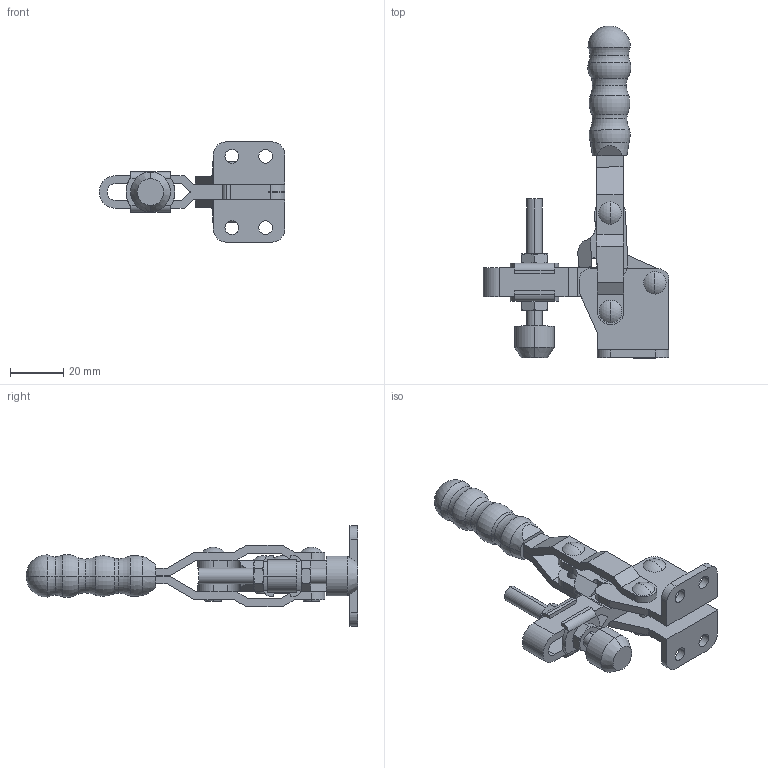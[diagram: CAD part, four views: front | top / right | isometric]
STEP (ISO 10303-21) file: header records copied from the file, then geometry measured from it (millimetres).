
FILE_DESCRIPTION (( 'STEP AP214' ), '1' );
FILE_NAME ('493805(GH-11502-BSS).STEP', '2019-01-16T06:08:19', ( 'LinWei' ), ( '' ), 'SwSTEP 2.0', 'SolidWorks 2016', '' );
FILE_SCHEMA (( 'AUTOMOTIVE_DESIGN' ));
Length unit declared in the file: millimetre
Products named in the file (6): 493805(GH-11502-BSS); 111502B08-1^493805(GH-11502-BSS); Group5^493805(GH-11502-BSS); Group4^493805(GH-11502-BSS); Group2^493805(GH-11502-BSS); Group1^493805(GH-11502-BSS)
Assembly tree (5 placements, depth 2):
  493805(GH-11502-BSS)
    Group1^493805(GH-11502-BSS)
    Group2^493805(GH-11502-BSS)
    Group4^493805(GH-11502-BSS)
    Group5^493805(GH-11502-BSS)
    111502B08-1^493805(GH-11502-BSS)
Bounding box: 70 x 125.01 x 37.8 mm (x, y, z)
Volume: 31959.5 mm3; surface area: 22371.3 mm2
Topology: 8 solids, 8 shells, 301 faces, 766 edges, 495 vertices
Faces by surface type: plane 141, cylinder 92, torus 28, cone 28, sphere 10, bspline 2
Entity records: 10995 total; most frequent: CARTESIAN_POINT 2012, DIRECTION 1588, ORIENTED_EDGE 1524, EDGE_CURVE 762, AXIS2_PLACEMENT_3D 605, VERTEX_POINT 493, LINE 378, VECTOR 378
